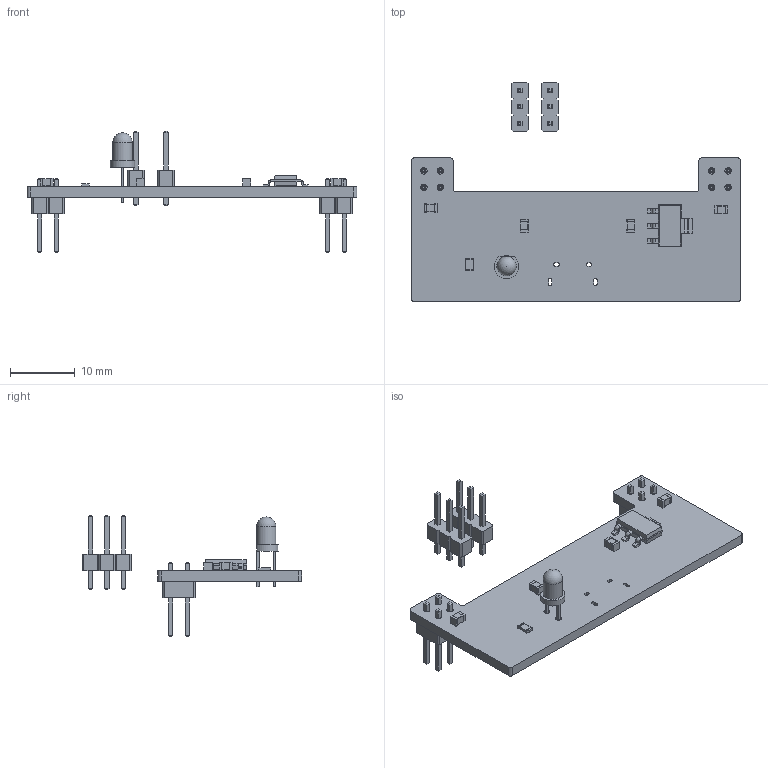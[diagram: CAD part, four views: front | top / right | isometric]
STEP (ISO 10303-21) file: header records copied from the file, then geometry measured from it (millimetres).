
FILE_DESCRIPTION(('KiCad electronic assembly'),'2;1');
FILE_NAME('project 02 micro usb.step','2019-09-29T15:32:17',('An Author' ),('A Company'),'Open CASCADE STEP processor 6.9', 'KiCad to STEP converter','Unknown');
FILE_SCHEMA(('AUTOMOTIVE_DESIGN { 1 0 10303 214 1 1 1 1 }'));
Length unit declared in the file: millimetre
Products named in the file (14): Open CASCADE STEP translator 6.9 1; C_0805_2012Metric; SOLID; LED_D3.0mm; PinHeader_2x02_P2.54mm_Vertical; R_0805_2012Metric; SOT-223; PinHeader_1x03_P2.54mm_Vertical; COMPOUND
Assembly tree (18 placements, depth 3):
  Open CASCADE STEP translator 6.9 1
    C_0805_2012Metric  x4
      SOLID
    LED_D3.0mm
      SOLID
    PinHeader_2x02_P2.54mm_Vertical  x2
      SOLID
    R_0805_2012Metric
      SOLID
    SOT-223
      SOLID
    PinHeader_1x03_P2.54mm_Vertical  x2
      SOLID
    COMPOUND
Bounding box: 51 x 33.95 x 18.78 mm (x, y, z)
Volume: 1847.6 mm3; surface area: 3107.8 mm2
Topology: 12 solids, 12 shells, 604 faces, 1483 edges, 940 vertices
Faces by surface type: plane 487, cylinder 100, bspline 16, sphere 1
Full cylindrical faces by diameter (mm): 0.9 x2, 1 x8, 3 x1
Entity records: 24591 total; most frequent: CARTESIAN_POINT 4014, DIRECTION 3417, LINE 2346, VECTOR 2346, ORIENTED_EDGE 1772, PCURVE 1772, DEFINITIONAL_REPRESENTATION 1772, EDGE_CURVE 886
